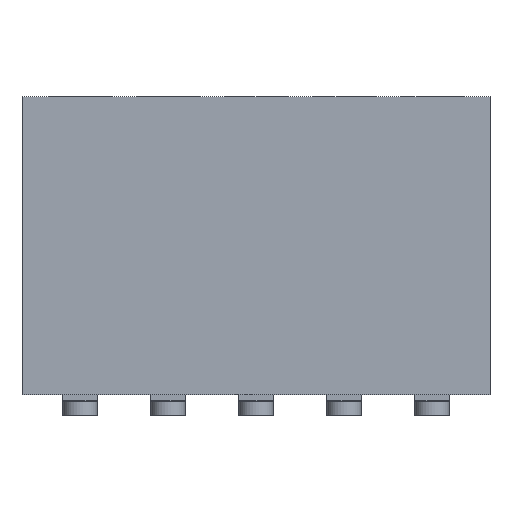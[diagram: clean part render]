
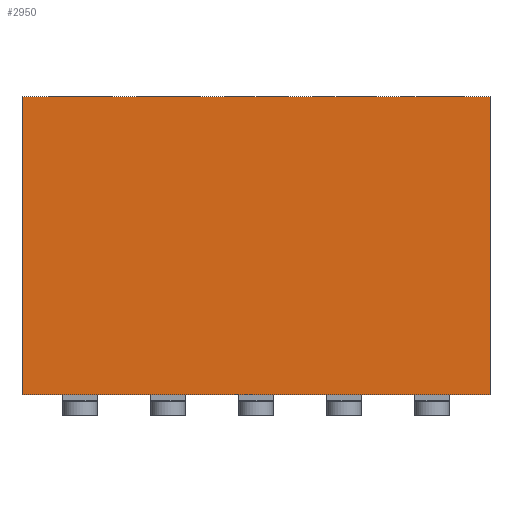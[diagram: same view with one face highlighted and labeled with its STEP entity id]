
A CAD part, front view. The second image highlights one B-rep face of the part: STEP entity #2950.
In plain terms, the highlighted planar face has unit normal (0, -1, 0).
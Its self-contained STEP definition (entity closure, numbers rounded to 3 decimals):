
#347=ORIENTED_EDGE('',*,*,#1185,.F.);
#348=ORIENTED_EDGE('',*,*,#1196,.F.);
#349=ORIENTED_EDGE('',*,*,#1194,.F.);
#350=ORIENTED_EDGE('',*,*,#1037,.F.);
#1037=EDGE_CURVE('',#1467,#1468,#1749,.T.);
#1185=EDGE_CURVE('',#1614,#1467,#1897,.T.);
#1194=EDGE_CURVE('',#1468,#1617,#1906,.T.);
#1196=EDGE_CURVE('',#1617,#1614,#1908,.T.);
#1467=VERTEX_POINT('',#4170);
#1468=VERTEX_POINT('',#4172);
#1614=VERTEX_POINT('',#4477);
#1617=VERTEX_POINT('',#4486);
#1749=LINE('',#4171,#2119);
#1897=LINE('',#4478,#2267);
#1906=LINE('',#4494,#2276);
#1908=LINE('',#4497,#2278);
#2119=VECTOR('',#3352,1000.);
#2267=VECTOR('',#3524,1000.);
#2276=VECTOR('',#3535,1000.);
#2278=VECTOR('',#3539,1000.);
#2503=EDGE_LOOP('',(#347,#348,#349,#350));
#2675=FACE_BOUND('',#2503,.T.);
#2827=PLANE('',#3129);
#2950=ADVANCED_FACE('',(#2675),#2827,.F.);
#3129=AXIS2_PLACEMENT_3D('',#4501,#3544,#3545);
#3352=DIRECTION('',(1.,0.,0.));
#3524=DIRECTION('',(0.,0.,1.));
#3535=DIRECTION('',(0.,0.,-1.));
#3539=DIRECTION('',(-1.,0.,0.));
#3544=DIRECTION('',(0.,1.,0.));
#3545=DIRECTION('',(0.,0.,1.));
#4170=CARTESIAN_POINT('',(-3.375,-1.55,2.15));
#4171=CARTESIAN_POINT('',(-3.375,-1.55,2.15));
#4172=CARTESIAN_POINT('',(3.375,-1.55,2.15));
#4477=CARTESIAN_POINT('',(-3.375,-1.55,-2.15));
#4478=CARTESIAN_POINT('',(-3.375,-1.55,-2.15));
#4486=CARTESIAN_POINT('',(3.375,-1.55,-2.15));
#4494=CARTESIAN_POINT('',(3.375,-1.55,2.15));
#4497=CARTESIAN_POINT('',(3.375,-1.55,-2.15));
#4501=CARTESIAN_POINT('',(0.,-1.55,0.));
